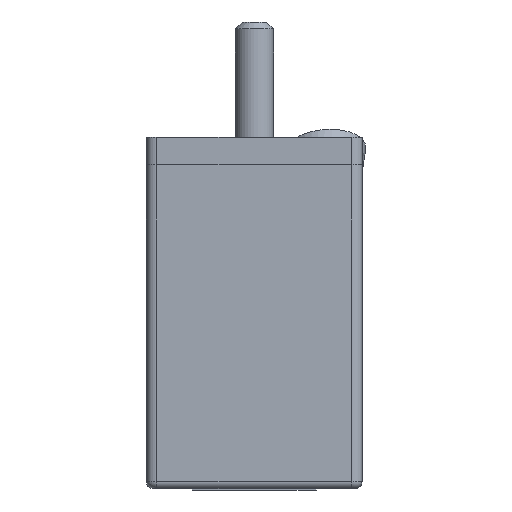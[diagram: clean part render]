
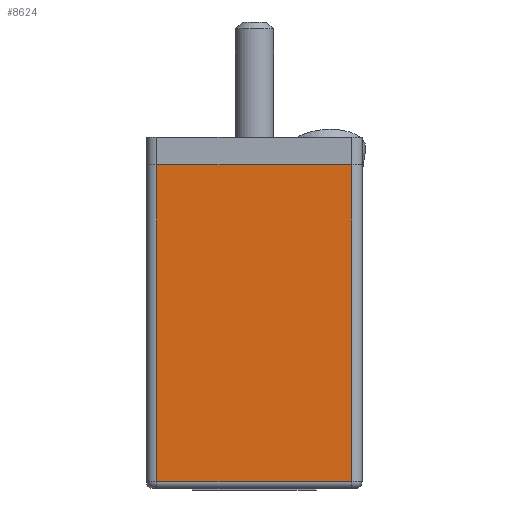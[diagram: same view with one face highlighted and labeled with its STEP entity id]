
A CAD part, left-side view. The second image highlights one B-rep face of the part: STEP entity #8624.
In plain terms, the highlighted planar face has unit normal (-1, 0, 0).
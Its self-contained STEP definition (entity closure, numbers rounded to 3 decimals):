
#4 = VERTEX_POINT ( 'NONE', #9106 ) ;
#5 = VERTEX_POINT ( 'NONE', #9107 ) ;
#1329 = VECTOR ( 'NONE', #10057, 1000. ) ;
#1406 = VERTEX_POINT ( 'NONE', #9142 ) ;
#1407 = VERTEX_POINT ( 'NONE', #9143 ) ;
#1589 = EDGE_LOOP ( 'NONE', ( #2775, #2773, #2774, #2772 ) ) ;
#2387 = AXIS2_PLACEMENT_3D ( 'NONE', #9409, #9410, #9411 ) ;
#2393 = VECTOR ( 'NONE', #9361, 1000. ) ;
#2394 = VECTOR ( 'NONE', #9356, 1000. ) ;
#2410 = VECTOR ( 'NONE', #9386, 1000. ) ;
#2772 = ORIENTED_EDGE ( 'NONE', *, *, #8620, .F. ) ;
#2773 = ORIENTED_EDGE ( 'NONE', *, *, #8615, .T. ) ;
#2774 = ORIENTED_EDGE ( 'NONE', *, *, #8815, .F. ) ;
#2775 = ORIENTED_EDGE ( 'NONE', *, *, #8617, .T. ) ;
#6313 = LINE ( 'NONE', #9355, #2394 ) ;
#6314 = LINE ( 'NONE', #9360, #2393 ) ;
#6316 = LINE ( 'NONE', #9385, #2410 ) ;
#6327 = FACE_OUTER_BOUND ( 'NONE', #1589, .T. ) ;
#6539 = LINE ( 'NONE', #10056, #1329 ) ;
#8615 = EDGE_CURVE ( 'NONE', #4, #1406, #6313, .T. ) ;
#8617 = EDGE_CURVE ( 'NONE', #5, #4, #6314, .T. ) ;
#8620 = EDGE_CURVE ( 'NONE', #5, #1407, #6316, .T. ) ;
#8624 = ADVANCED_FACE ( 'NONE', ( #6327 ), #9408, .F. ) ;
#8815 = EDGE_CURVE ( 'NONE', #1407, #1406, #6539, .T. ) ;
#9106 = CARTESIAN_POINT ( 'NONE',  ( -7.8, 7., -11.125 ) ) ;
#9107 = CARTESIAN_POINT ( 'NONE',  ( -7.8, 7., 11.625 ) ) ;
#9142 = CARTESIAN_POINT ( 'NONE',  ( -7.8, -7., -11.125 ) ) ;
#9143 = CARTESIAN_POINT ( 'NONE',  ( -7.8, -7., 11.625 ) ) ;
#9355 = CARTESIAN_POINT ( 'NONE',  ( -7.8, -7., -11.125 ) ) ;
#9356 = DIRECTION ( 'NONE',  ( 0., -1., 0. ) ) ;
#9360 = CARTESIAN_POINT ( 'NONE',  ( -7.8, 7., 11.625 ) ) ;
#9361 = DIRECTION ( 'NONE',  ( 0., 0., -1. ) ) ;
#9385 = CARTESIAN_POINT ( 'NONE',  ( -7.8, -7., 11.625 ) ) ;
#9386 = DIRECTION ( 'NONE',  ( 0., -1., 0. ) ) ;
#9408 = PLANE ( 'NONE',  #2387 ) ;
#9409 = CARTESIAN_POINT ( 'NONE',  ( -7.8, -7., 11.625 ) ) ;
#9410 = DIRECTION ( 'NONE',  ( 1., 0., 0. ) ) ;
#9411 = DIRECTION ( 'NONE',  ( 0., 1., 0. ) ) ;
#10056 = CARTESIAN_POINT ( 'NONE',  ( -7.8, -7., 11.625 ) ) ;
#10057 = DIRECTION ( 'NONE',  ( 0., 0., -1. ) ) ;
